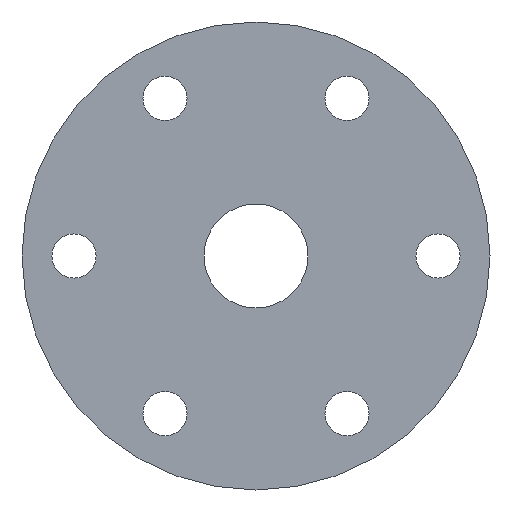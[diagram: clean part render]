
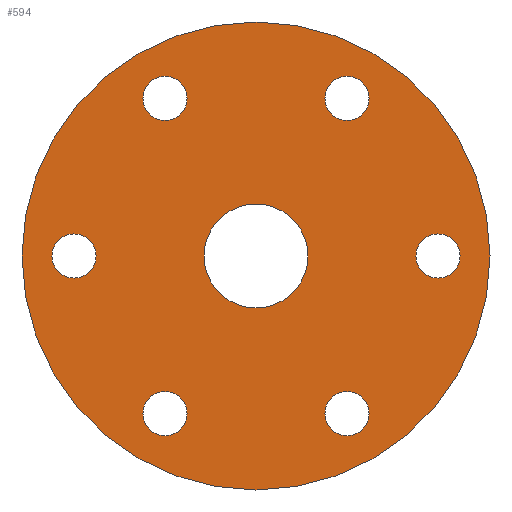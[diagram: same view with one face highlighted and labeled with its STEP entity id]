
A CAD part, front view. The second image highlights one B-rep face of the part: STEP entity #594.
In plain terms, the highlighted planar face has unit normal (0, -1, 0).
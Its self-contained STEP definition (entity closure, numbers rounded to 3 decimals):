
#42=FACE_BOUND('',#145,.T.);
#43=FACE_BOUND('',#146,.T.);
#44=FACE_BOUND('',#147,.T.);
#45=FACE_BOUND('',#148,.T.);
#46=FACE_BOUND('',#149,.T.);
#47=FACE_BOUND('',#150,.T.);
#48=FACE_BOUND('',#151,.T.);
#65=PLANE('',#683);
#99=FACE_OUTER_BOUND('',#144,.T.);
#144=EDGE_LOOP('',(#521));
#145=EDGE_LOOP('',(#522));
#146=EDGE_LOOP('',(#523));
#147=EDGE_LOOP('',(#524));
#148=EDGE_LOOP('',(#525));
#149=EDGE_LOOP('',(#526));
#150=EDGE_LOOP('',(#527));
#151=EDGE_LOOP('',(#528));
#233=CIRCLE('',#619,1.7);
#237=CIRCLE('',#626,1.7);
#241=CIRCLE('',#633,1.7);
#245=CIRCLE('',#640,1.7);
#249=CIRCLE('',#647,1.7);
#253=CIRCLE('',#654,1.7);
#268=CIRCLE('',#682,4.);
#269=CIRCLE('',#684,18.);
#276=VERTEX_POINT('',#897);
#280=VERTEX_POINT('',#910);
#284=VERTEX_POINT('',#923);
#288=VERTEX_POINT('',#936);
#292=VERTEX_POINT('',#949);
#296=VERTEX_POINT('',#962);
#320=VERTEX_POINT('',#1069);
#321=VERTEX_POINT('',#1073);
#328=EDGE_CURVE('',#276,#276,#233,.T.);
#334=EDGE_CURVE('',#280,#280,#237,.T.);
#340=EDGE_CURVE('',#284,#284,#241,.T.);
#346=EDGE_CURVE('',#288,#288,#245,.T.);
#352=EDGE_CURVE('',#292,#292,#249,.T.);
#358=EDGE_CURVE('',#296,#296,#253,.T.);
#395=EDGE_CURVE('',#320,#320,#268,.T.);
#396=EDGE_CURVE('',#321,#321,#269,.T.);
#521=ORIENTED_EDGE('',*,*,#396,.F.);
#522=ORIENTED_EDGE('',*,*,#334,.T.);
#523=ORIENTED_EDGE('',*,*,#346,.T.);
#524=ORIENTED_EDGE('',*,*,#358,.T.);
#525=ORIENTED_EDGE('',*,*,#352,.T.);
#526=ORIENTED_EDGE('',*,*,#340,.T.);
#527=ORIENTED_EDGE('',*,*,#328,.T.);
#528=ORIENTED_EDGE('',*,*,#395,.T.);
#594=ADVANCED_FACE('',(#99,#42,#43,#44,#45,#46,#47,#48),#65,.T.);
#619=AXIS2_PLACEMENT_3D('',#899,#708,#709);
#626=AXIS2_PLACEMENT_3D('',#912,#724,#725);
#633=AXIS2_PLACEMENT_3D('',#925,#740,#741);
#640=AXIS2_PLACEMENT_3D('',#938,#756,#757);
#647=AXIS2_PLACEMENT_3D('',#951,#772,#773);
#654=AXIS2_PLACEMENT_3D('',#964,#788,#789);
#682=AXIS2_PLACEMENT_3D('',#1071,#865,#866);
#683=AXIS2_PLACEMENT_3D('',#1072,#867,#868);
#684=AXIS2_PLACEMENT_3D('',#1074,#869,#870);
#708=DIRECTION('center_axis',(0.,1.,0.));
#709=DIRECTION('ref_axis',(0.,0.,1.));
#724=DIRECTION('center_axis',(0.,1.,0.));
#725=DIRECTION('ref_axis',(0.,0.,1.));
#740=DIRECTION('center_axis',(0.,1.,0.));
#741=DIRECTION('ref_axis',(0.,0.,1.));
#756=DIRECTION('center_axis',(0.,1.,0.));
#757=DIRECTION('ref_axis',(0.,0.,1.));
#772=DIRECTION('center_axis',(0.,1.,0.));
#773=DIRECTION('ref_axis',(0.,0.,1.));
#788=DIRECTION('center_axis',(0.,1.,0.));
#789=DIRECTION('ref_axis',(0.,0.,1.));
#865=DIRECTION('center_axis',(0.,1.,0.));
#866=DIRECTION('ref_axis',(1.,0.,0.));
#867=DIRECTION('center_axis',(0.,-1.,0.));
#868=DIRECTION('ref_axis',(0.,0.,-1.));
#869=DIRECTION('center_axis',(0.,1.,0.));
#870=DIRECTION('ref_axis',(1.,0.,0.));
#897=CARTESIAN_POINT('',(14.,11.,-1.7));
#899=CARTESIAN_POINT('Origin',(14.,11.,0.));
#910=CARTESIAN_POINT('',(7.,11.,-13.824));
#912=CARTESIAN_POINT('Origin',(7.,11.,-12.124));
#923=CARTESIAN_POINT('',(-7.,11.,-13.824));
#925=CARTESIAN_POINT('Origin',(-7.,11.,-12.124));
#936=CARTESIAN_POINT('',(-14.,11.,-1.7));
#938=CARTESIAN_POINT('Origin',(-14.,11.,0.));
#949=CARTESIAN_POINT('',(-7.,11.,10.424));
#951=CARTESIAN_POINT('Origin',(-7.,11.,12.124));
#962=CARTESIAN_POINT('',(7.,11.,10.424));
#964=CARTESIAN_POINT('Origin',(7.,11.,12.124));
#1069=CARTESIAN_POINT('',(0.,11.,-4.));
#1071=CARTESIAN_POINT('Origin',(0.,11.,0.));
#1072=CARTESIAN_POINT('Origin',(0.,11.,18.));
#1073=CARTESIAN_POINT('',(0.,11.,-18.));
#1074=CARTESIAN_POINT('Origin',(0.,11.,0.));
